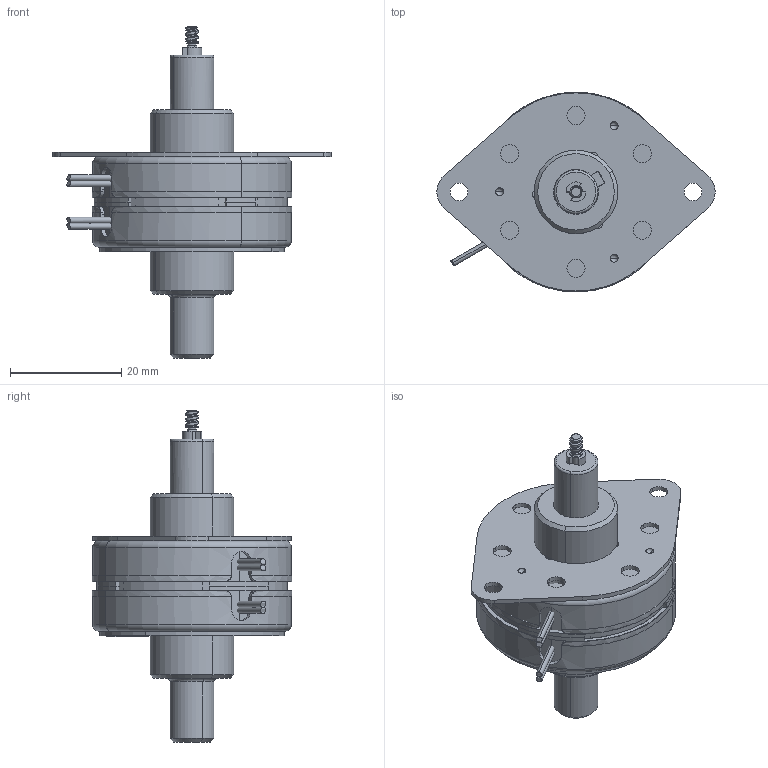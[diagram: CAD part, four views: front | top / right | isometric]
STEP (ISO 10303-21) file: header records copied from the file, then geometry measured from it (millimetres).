
FILE_DESCRIPTION((''),'2;1');
FILE_NAME('35DBM-K_ASM','2015-11-06T',('sandip.dhanwate'),(''),'PRO/ENGINEER BY PARAMETRIC TECHNOLOGY CORPORATION, 2014310','PRO/ENGINEER BY PARAMETRIC TECHNOLOGY CORPORATION, 2014310','');
FILE_SCHEMA(('CONFIG_CONTROL_DESIGN'));
Length unit declared in the file: inch
Products named in the file (24): 149-6054-002_1; MANIFOLD_SOLID_BREP_2307; MANIFOLD_SOLID_BREP_2630; 053-0117-001_2_ASM; 585-5271-001_ASM_1_ASM; 203-0018-001_2; 585-6117-003_ASM_1_ASM; 230-5048_1; 534-0157-041_ASM_1_ASM; 053-0119-002_2; 538-0081-001_ASM_1_ASM; 599-5002-007_ASM_2_ASM; 149-0116-001_1; 585-0144-001_ASM_1_ASM; 203-0019-001_2; 585-0148-001_ASM_1_ASM; 012-0321-001_1; 602-0228-001_ASM_2_ASM; 596-5199-002_ASM_2_ASM; 059-5527_1; PRT0001_1; 35DBM10B2B-K_ASM_3_ASM; 190-0501-002_2; 35DBM-K_ASM
Assembly tree (27 placements, depth 7):
  35DBM-K_ASM
    35DBM10B2B-K_ASM_3_ASM
      599-5002-007_ASM_2_ASM
        585-6117-003_ASM_1_ASM
          585-5271-001_ASM_1_ASM
            149-6054-002_1
            053-0117-001_2_ASM
              MANIFOLD_SOLID_BREP_2307
              MANIFOLD_SOLID_BREP_2630
          203-0018-001_2
        534-0157-041_ASM_1_ASM  x2
          230-5048_1
        538-0081-001_ASM_1_ASM
          053-0119-002_2  x2
      585-0148-001_ASM_1_ASM
        585-0144-001_ASM_1_ASM
          149-0116-001_1
          053-0117-001_2_ASM
            MANIFOLD_SOLID_BREP_2307
            MANIFOLD_SOLID_BREP_2630
        203-0019-001_2
      012-0321-001_1
      596-5199-002_ASM_2_ASM
        602-0228-001_ASM_2_ASM
      059-5527_1
      PRT0001_1
    190-0501-002_2
Bounding box: 49.94 x 35.89 x 59.59 mm (x, y, z)
Volume: 26432.9 mm3; surface area: 21905.6 mm2
Topology: 18 solids, 18 shells, 456 faces, 1223 edges, 809 vertices
Faces by surface type: cylinder 213, plane 169, torus 28, sphere 24, cone 15, extrusion 4, bspline 3
Entity records: 12044 total; most frequent: CARTESIAN_POINT 3041, DIRECTION 2005, ORIENTED_EDGE 1682, EDGE_CURVE 841, AXIS2_PLACEMENT_3D 837, VERTEX_POINT 573, CIRCLE 446, EDGE_LOOP 394
